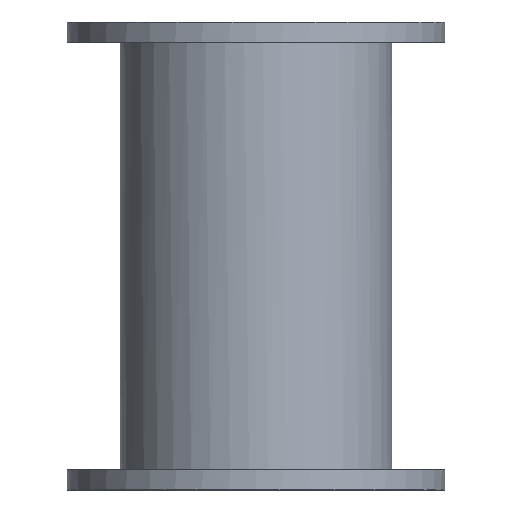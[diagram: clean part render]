
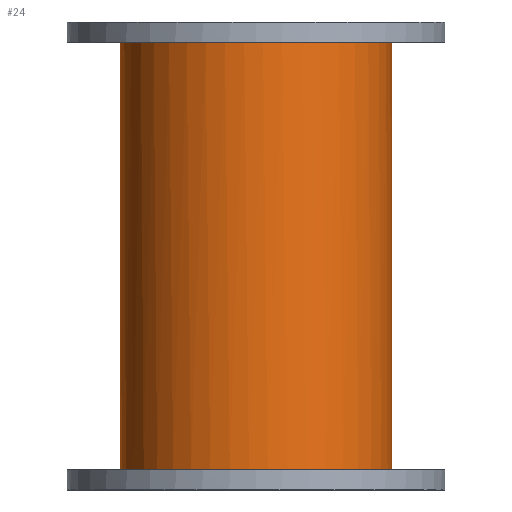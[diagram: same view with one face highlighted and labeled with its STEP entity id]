
A CAD part, top view. The second image highlights one B-rep face of the part: STEP entity #24.
In plain terms, the highlighted cylindrical face has radius 27 mm (diameter 54 mm), a partial arc.
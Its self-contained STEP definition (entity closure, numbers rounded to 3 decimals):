
#24=ADVANCED_FACE('',(#48),#375,.T.);
#48=FACE_OUTER_BOUND('',#72,.T.);
#72=EDGE_LOOP('',(#106,#107,#108,#109));
#106=ORIENTED_EDGE('',*,*,#218,.T.);
#107=ORIENTED_EDGE('',*,*,#219,.T.);
#108=ORIENTED_EDGE('',*,*,#220,.T.);
#109=ORIENTED_EDGE('',*,*,#221,.T.);
#218=EDGE_CURVE('',#330,#331,#307,.T.);
#219=EDGE_CURVE('',#331,#332,#274,.T.);
#220=EDGE_CURVE('',#332,#333,#275,.T.);
#221=EDGE_CURVE('',#333,#330,#276,.T.);
#274=(
BOUNDED_CURVE()
B_SPLINE_CURVE(2,(#594,#595,#596,#597,#598),.UNSPECIFIED.,.F.,.F.)
B_SPLINE_CURVE_WITH_KNOTS((3,2,3),(0.,54.,108.),
 .UNSPECIFIED.)
CURVE()
GEOMETRIC_REPRESENTATION_ITEM()
RATIONAL_B_SPLINE_CURVE((1.,0.707,1.,0.707,1.))
REPRESENTATION_ITEM('')
);
#275=(
BOUNDED_CURVE()
B_SPLINE_CURVE(1,(#599,#600),.UNSPECIFIED.,.F.,.F.)
B_SPLINE_CURVE_WITH_KNOTS((2,2),(0.,85.),.UNSPECIFIED.)
CURVE()
GEOMETRIC_REPRESENTATION_ITEM()
RATIONAL_B_SPLINE_CURVE((1.,1.))
REPRESENTATION_ITEM('')
);
#276=(
BOUNDED_CURVE()
B_SPLINE_CURVE(2,(#601,#602,#603,#604,#605),.UNSPECIFIED.,.F.,.F.)
B_SPLINE_CURVE_WITH_KNOTS((3,2,3),(0.,54.,108.),.UNSPECIFIED.)
CURVE()
GEOMETRIC_REPRESENTATION_ITEM()
RATIONAL_B_SPLINE_CURVE((1.,0.707,1.,0.707,1.))
REPRESENTATION_ITEM('')
);
#307=B_SPLINE_CURVE_WITH_KNOTS('',1,(#592,#593),.UNSPECIFIED.,.F.,.F.,(2,
2),(0.,85.),.UNSPECIFIED.);
#330=VERTEX_POINT('',#556);
#331=VERTEX_POINT('',#557);
#332=VERTEX_POINT('',#558);
#333=VERTEX_POINT('',#559);
#375=CYLINDRICAL_SURFACE('',#478,27.);
#478=AXIS2_PLACEMENT_3D('',#532,#505,$);
#505=DIRECTION('',(0.,-1.,0.));
#532=CARTESIAN_POINT('',(-165.053,-34.015,0.));
#556=CARTESIAN_POINT('',(-192.053,8.485,0.));
#557=CARTESIAN_POINT('',(-192.053,-76.515,0.));
#558=CARTESIAN_POINT('',(-138.053,-76.515,0.));
#559=CARTESIAN_POINT('',(-138.053,8.485,0.));
#592=CARTESIAN_POINT('',(-192.053,8.485,0.));
#593=CARTESIAN_POINT('',(-192.053,-76.515,0.));
#594=CARTESIAN_POINT('',(-192.053,-76.515,0.));
#595=CARTESIAN_POINT('',(-192.053,-76.515,27.));
#596=CARTESIAN_POINT('',(-165.053,-76.515,27.));
#597=CARTESIAN_POINT('',(-138.053,-76.515,27.));
#598=CARTESIAN_POINT('',(-138.053,-76.515,0.));
#599=CARTESIAN_POINT('',(-138.053,-76.515,0.));
#600=CARTESIAN_POINT('',(-138.053,8.485,0.));
#601=CARTESIAN_POINT('',(-138.053,8.485,0.));
#602=CARTESIAN_POINT('',(-138.053,8.485,27.));
#603=CARTESIAN_POINT('',(-165.053,8.485,27.));
#604=CARTESIAN_POINT('',(-192.053,8.485,27.));
#605=CARTESIAN_POINT('',(-192.053,8.485,0.));
